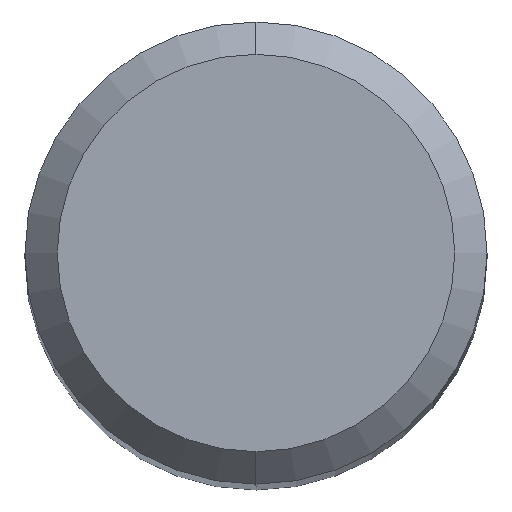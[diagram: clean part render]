
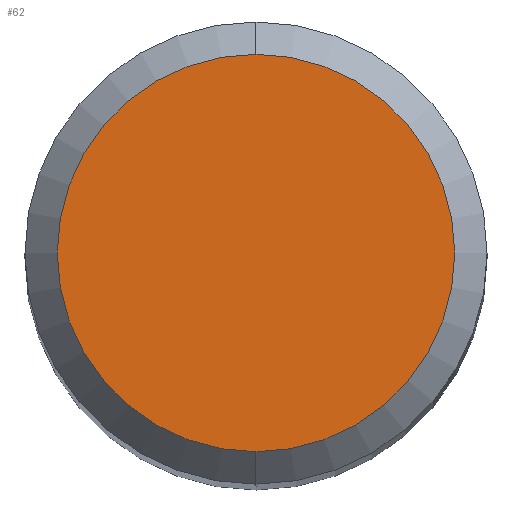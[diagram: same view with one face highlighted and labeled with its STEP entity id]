
A CAD part, top view. The second image highlights one B-rep face of the part: STEP entity #62.
In plain terms, the highlighted planar face has unit normal (0, 0, 1).
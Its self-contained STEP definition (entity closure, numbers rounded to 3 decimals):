
#62=ADVANCED_FACE('',(#135),#136,.T.);
#135=FACE_OUTER_BOUND('',#219,.T.);
#136=PLANE('',#220);
#219=EDGE_LOOP('',(#316,#317));
#220=AXIS2_PLACEMENT_3D('',#318,#319,#320);
#316=ORIENTED_EDGE('',*,*,#454,.F.);
#317=ORIENTED_EDGE('',*,*,#457,.F.);
#318=CARTESIAN_POINT('',(0.,1.29,43.781));
#319=DIRECTION('',(0.,0.0,1.0));
#320=DIRECTION('',(0.0,-1.0,0.0));
#454=EDGE_CURVE('',#539,#541,#542,.T.);
#457=EDGE_CURVE('',#541,#539,#545,.T.);
#539=VERTEX_POINT('',#626);
#541=VERTEX_POINT('',#629);
#542=CIRCLE('',#630,2.58);
#545=CIRCLE('',#634,2.58);
#626=CARTESIAN_POINT('',(0.,2.58,43.781));
#629=CARTESIAN_POINT('',(0.,-2.58,43.781));
#630=AXIS2_PLACEMENT_3D('',#708,#709,#710);
#634=AXIS2_PLACEMENT_3D('',#712,#713,#714);
#708=CARTESIAN_POINT('',(0.,0.0,43.781));
#709=DIRECTION('',(0.,0.0,-1.0));
#710=DIRECTION('',(0.0,1.0,0.0));
#712=CARTESIAN_POINT('',(0.,0.0,43.781));
#713=DIRECTION('',(0.,0.0,-1.0));
#714=DIRECTION('',(0.0,1.0,0.0));
